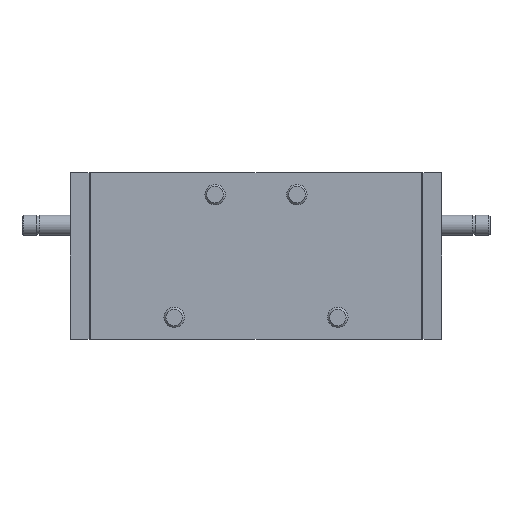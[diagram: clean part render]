
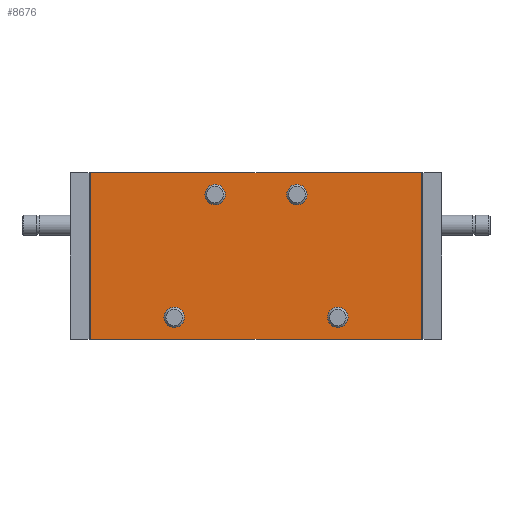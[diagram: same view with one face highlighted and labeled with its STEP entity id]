
A CAD part, front view. The second image highlights one B-rep face of the part: STEP entity #8676.
In plain terms, the highlighted planar face has unit normal (0, -1, 0).
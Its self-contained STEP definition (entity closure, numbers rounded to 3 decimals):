
#269=CIRCLE('',#9106,4.);
#270=CIRCLE('',#9107,4.);
#271=CIRCLE('',#9108,4.);
#272=CIRCLE('',#9109,4.);
#529=LINE('',#11809,#1131);
#576=LINE('',#11912,#1178);
#578=LINE('',#11924,#1180);
#579=LINE('',#11925,#1181);
#1131=VECTOR('',#9865,1000.);
#1178=VECTOR('',#9938,1000.);
#1180=VECTOR('',#9950,1000.);
#1181=VECTOR('',#9951,1000.);
#1871=ORIENTED_EDGE('',*,*,#3682,.F.);
#1872=ORIENTED_EDGE('',*,*,#3683,.F.);
#1873=ORIENTED_EDGE('',*,*,#3684,.F.);
#1874=ORIENTED_EDGE('',*,*,#3685,.F.);
#1875=ORIENTED_EDGE('',*,*,#3680,.T.);
#1876=ORIENTED_EDGE('',*,*,#3686,.T.);
#1877=ORIENTED_EDGE('',*,*,#3629,.F.);
#1878=ORIENTED_EDGE('',*,*,#3687,.F.);
#3629=EDGE_CURVE('',#4538,#4539,#529,.T.);
#3680=EDGE_CURVE('',#4582,#4581,#576,.T.);
#3682=EDGE_CURVE('',#4583,#4583,#269,.F.);
#3683=EDGE_CURVE('',#4584,#4584,#270,.F.);
#3684=EDGE_CURVE('',#4585,#4585,#271,.F.);
#3685=EDGE_CURVE('',#4586,#4586,#272,.F.);
#3686=EDGE_CURVE('',#4581,#4539,#578,.T.);
#3687=EDGE_CURVE('',#4582,#4538,#579,.T.);
#4538=VERTEX_POINT('',#11808);
#4539=VERTEX_POINT('',#11810);
#4581=VERTEX_POINT('',#11911);
#4582=VERTEX_POINT('',#11913);
#4583=VERTEX_POINT('',#11917);
#4584=VERTEX_POINT('',#11919);
#4585=VERTEX_POINT('',#11921);
#4586=VERTEX_POINT('',#11923);
#5059=EDGE_LOOP('',(#1871));
#5060=EDGE_LOOP('',(#1872));
#5061=EDGE_LOOP('',(#1873));
#5062=EDGE_LOOP('',(#1874));
#5063=EDGE_LOOP('',(#1875,#1876,#1877,#1878));
#5491=FACE_BOUND('',#5059,.T.);
#5492=FACE_BOUND('',#5060,.T.);
#5493=FACE_BOUND('',#5061,.T.);
#5494=FACE_BOUND('',#5062,.T.);
#5495=FACE_BOUND('',#5063,.T.);
#5907=PLANE('',#9105);
#8676=ADVANCED_FACE('',(#5491,#5492,#5493,#5494,#5495),#5907,.F.);
#9105=AXIS2_PLACEMENT_3D('',#11915,#9940,#9941);
#9106=AXIS2_PLACEMENT_3D('',#11916,#9942,#9943);
#9107=AXIS2_PLACEMENT_3D('',#11918,#9944,#9945);
#9108=AXIS2_PLACEMENT_3D('',#11920,#9946,#9947);
#9109=AXIS2_PLACEMENT_3D('',#11922,#9948,#9949);
#9865=DIRECTION('',(-1.,0.,0.));
#9938=DIRECTION('',(-1.,0.,0.));
#9940=DIRECTION('',(0.,1.,0.));
#9941=DIRECTION('',(0.,0.,1.));
#9942=DIRECTION('',(0.,1.,0.));
#9943=DIRECTION('',(0.,0.,1.));
#9944=DIRECTION('',(0.,1.,0.));
#9945=DIRECTION('',(0.,0.,1.));
#9946=DIRECTION('',(0.,1.,0.));
#9947=DIRECTION('',(0.,0.,1.));
#9948=DIRECTION('',(0.,1.,0.));
#9949=DIRECTION('',(0.,0.,1.));
#9950=DIRECTION('',(0.,0.,-1.));
#9951=DIRECTION('',(0.,0.,-1.));
#11808=CARTESIAN_POINT('',(64.6,0.,-32.5));
#11809=CARTESIAN_POINT('',(72.7,0.,-32.5));
#11810=CARTESIAN_POINT('',(-64.6,0.,-32.5));
#11911=CARTESIAN_POINT('',(-64.6,0.,32.5));
#11912=CARTESIAN_POINT('',(72.7,0.,32.5));
#11913=CARTESIAN_POINT('',(64.6,0.,32.5));
#11915=CARTESIAN_POINT('',(72.7,0.,32.5));
#11916=CARTESIAN_POINT('',(16.,0.,24.));
#11917=CARTESIAN_POINT('',(16.,0.,28.));
#11918=CARTESIAN_POINT('',(-16.,0.,24.));
#11919=CARTESIAN_POINT('',(-16.,0.,28.));
#11920=CARTESIAN_POINT('',(32.,0.,-24.));
#11921=CARTESIAN_POINT('',(32.,0.,-20.));
#11922=CARTESIAN_POINT('',(-32.,0.,-24.));
#11923=CARTESIAN_POINT('',(-32.,0.,-20.));
#11924=CARTESIAN_POINT('',(-64.6,0.,32.5));
#11925=CARTESIAN_POINT('',(64.6,0.,32.5));
